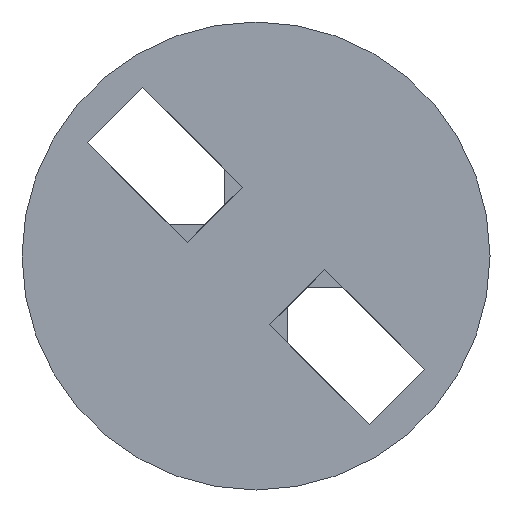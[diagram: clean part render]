
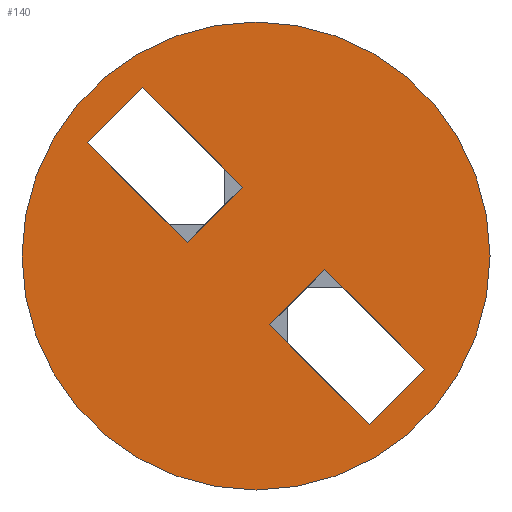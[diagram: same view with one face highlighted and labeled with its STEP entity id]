
A CAD part, front view. The second image highlights one B-rep face of the part: STEP entity #140.
In plain terms, the highlighted planar face has unit normal (0, -1, 0).
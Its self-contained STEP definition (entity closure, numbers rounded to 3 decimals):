
#140=ADVANCED_FACE('NONE',(#274,#275,#276),#277,.F.);
#274=FACE_OUTER_BOUND('',#401,.T.);
#275=FACE_BOUND('',#402,.T.);
#276=FACE_BOUND('',#403,.T.);
#277=PLANE('',#404);
#401=EDGE_LOOP('',(#755,#756));
#402=EDGE_LOOP('',(#757,#758,#759,#760));
#403=EDGE_LOOP('',(#761,#762,#763,#764));
#404=AXIS2_PLACEMENT_3D('',#765,#766,#767);
#755=ORIENTED_EDGE('',*,*,#781,.T.);
#756=ORIENTED_EDGE('',*,*,#878,.T.);
#757=ORIENTED_EDGE('',*,*,#825,.T.);
#758=ORIENTED_EDGE('',*,*,#871,.F.);
#759=ORIENTED_EDGE('',*,*,#884,.T.);
#760=ORIENTED_EDGE('',*,*,#862,.F.);
#761=ORIENTED_EDGE('',*,*,#851,.T.);
#762=ORIENTED_EDGE('',*,*,#858,.F.);
#763=ORIENTED_EDGE('',*,*,#915,.T.);
#764=ORIENTED_EDGE('',*,*,#912,.F.);
#765=CARTESIAN_POINT('',(-3.036,0.0,-3.036));
#766=DIRECTION('',(0.0,1.0,0.0));
#767=DIRECTION('',(1.0,0.0,-0.0));
#781=EDGE_CURVE('NONE',#930,#928,#931,.T.);
#825=EDGE_CURVE('NONE',#1004,#1005,#1006,.T.);
#851=EDGE_CURVE('NONE',#1044,#1045,#1046,.T.);
#858=EDGE_CURVE('NONE',#1053,#1045,#1054,.T.);
#862=EDGE_CURVE('NONE',#1004,#1059,#1060,.T.);
#871=EDGE_CURVE('NONE',#1071,#1005,#1072,.T.);
#878=EDGE_CURVE('NONE',#928,#930,#1080,.T.);
#884=EDGE_CURVE('NONE',#1071,#1059,#1088,.T.);
#912=EDGE_CURVE('NONE',#1044,#1125,#1126,.T.);
#915=EDGE_CURVE('NONE',#1053,#1125,#1129,.T.);
#928=VERTEX_POINT('NONE',#1142);
#930=VERTEX_POINT('NONE',#1145);
#931=CIRCLE('',#1146,3.0);
#1004=VERTEX_POINT('NONE',#1253);
#1005=VERTEX_POINT('NONE',#1254);
#1006=LINE('',#1255,#1256);
#1044=VERTEX_POINT('NONE',#1314);
#1045=VERTEX_POINT('NONE',#1315);
#1046=LINE('',#1316,#1317);
#1053=VERTEX_POINT('NONE',#1328);
#1054=LINE('',#1329,#1330);
#1059=VERTEX_POINT('NONE',#1337);
#1060=LINE('',#1338,#1339);
#1071=VERTEX_POINT('NONE',#1355);
#1072=LINE('',#1356,#1357);
#1080=CIRCLE('',#1369,3.0);
#1088=LINE('',#1380,#1381);
#1125=VERTEX_POINT('NONE',#1436);
#1126=LINE('',#1437,#1438);
#1129=LINE('',#1442,#1443);
#1142=CARTESIAN_POINT('',(0.,0.0,3.0));
#1145=CARTESIAN_POINT('',(0.0,0.0,-3.0));
#1146=AXIS2_PLACEMENT_3D('',#1458,#1459,#1460);
#1253=CARTESIAN_POINT('',(-0.177,0.,0.884));
#1254=CARTESIAN_POINT('',(-0.884,0.,0.177));
#1255=CARTESIAN_POINT('',(-0.53,0.0,0.53));
#1256=VECTOR('',#1498,1000.0);
#1314=CARTESIAN_POINT('',(2.157,0.,-1.45));
#1315=CARTESIAN_POINT('',(1.45,0.,-2.157));
#1316=CARTESIAN_POINT('',(1.803,0.0,-1.803));
#1317=VECTOR('',#1519,1000.0);
#1328=CARTESIAN_POINT('',(0.177,0.,-0.884));
#1329=CARTESIAN_POINT('',(1.45,0.,-2.157));
#1330=VECTOR('',#1524,1000.0);
#1337=CARTESIAN_POINT('',(-1.45,0.,2.157));
#1338=CARTESIAN_POINT('',(-1.45,0.,2.157));
#1339=VECTOR('',#1527,1000.0);
#1355=CARTESIAN_POINT('',(-2.157,0.,1.45));
#1356=CARTESIAN_POINT('',(-0.884,0.,0.177));
#1357=VECTOR('',#1533,1000.0);
#1369=AXIS2_PLACEMENT_3D('',#1538,#1539,#1540);
#1380=CARTESIAN_POINT('',(-1.803,0.0,1.803));
#1381=VECTOR('',#1544,1000.0);
#1436=CARTESIAN_POINT('',(0.884,0.,-0.177));
#1437=CARTESIAN_POINT('',(0.884,0.,-0.177));
#1438=VECTOR('',#1563,1000.0);
#1442=CARTESIAN_POINT('',(0.53,0.0,-0.53));
#1443=VECTOR('',#1565,1000.0);
#1458=CARTESIAN_POINT('',(0.0,0.0,0.0));
#1459=DIRECTION('',(0.0,-1.0,0.0));
#1460=DIRECTION('',(0.0,0.0,-1.0));
#1498=DIRECTION('',(-0.707,0.0,-0.707));
#1519=DIRECTION('',(-0.707,0.0,-0.707));
#1524=DIRECTION('',(0.707,-0.0,-0.707));
#1527=DIRECTION('',(-0.707,-0.0,0.707));
#1533=DIRECTION('',(0.707,-0.0,-0.707));
#1538=CARTESIAN_POINT('',(0.0,0.0,0.0));
#1539=DIRECTION('',(0.0,-1.0,0.0));
#1540=DIRECTION('',(0.0,0.0,-1.0));
#1544=DIRECTION('',(0.707,0.0,0.707));
#1563=DIRECTION('',(-0.707,-0.0,0.707));
#1565=DIRECTION('',(0.707,0.0,0.707));
